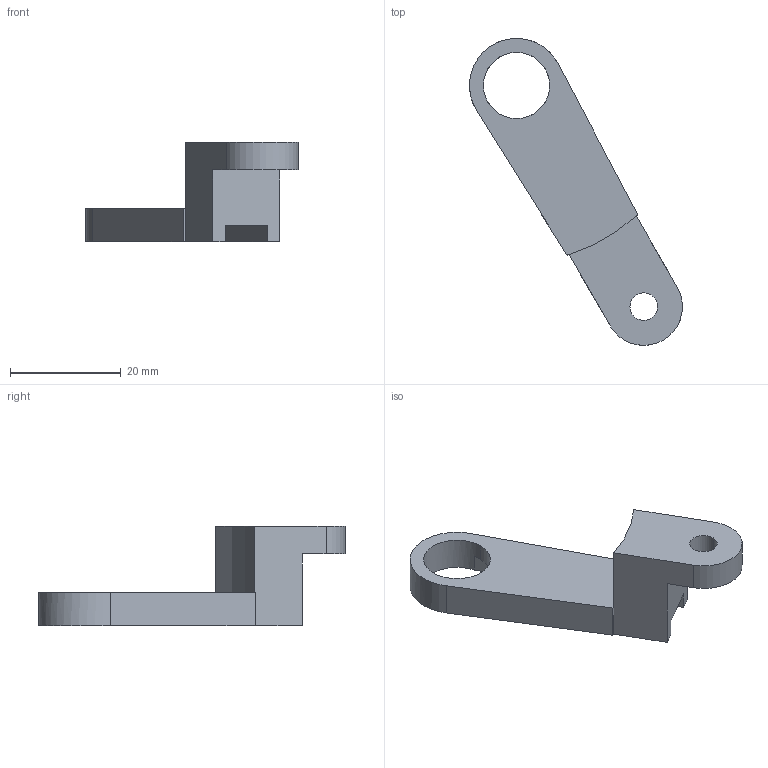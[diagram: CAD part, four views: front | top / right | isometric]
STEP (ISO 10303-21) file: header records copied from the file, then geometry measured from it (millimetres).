
FILE_DESCRIPTION (( 'STEP AP214' ), '1' );
FILE_NAME ('Cabelhousing_Oberarm.STEP', '2025-10-23T13:33:27', ( '' ), ( '' ), 'SwSTEP 2.0', 'SolidWorks 2024', '' );
FILE_SCHEMA (( 'AUTOMOTIVE_DESIGN' ));
Length unit declared in the file: millimetre
Products named in the file (1): Cabelhousing_Oberarm
Bounding box: 38.49 x 55.49 x 18 mm (x, y, z)
Volume: 4946.7 mm3; surface area: 3403.1 mm2
Topology: 1 solids, 1 shells, 23 faces, 64 edges, 42 vertices
Faces by surface type: plane 14, cylinder 9
Entity records: 775 total; most frequent: DIRECTION 134, CARTESIAN_POINT 130, ORIENTED_EDGE 128, EDGE_CURVE 64, AXIS2_PLACEMENT_3D 46, LINE 42, VERTEX_POINT 42, VECTOR 42
